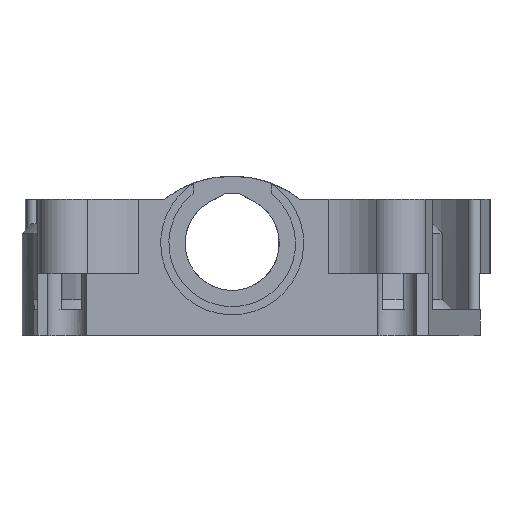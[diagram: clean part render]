
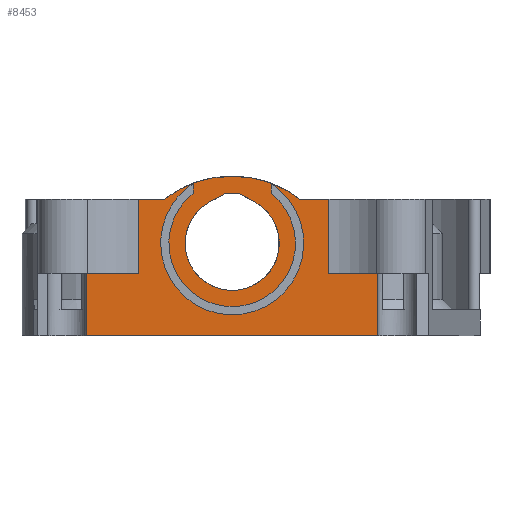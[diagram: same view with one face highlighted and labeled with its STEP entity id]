
A CAD part, front view. The second image highlights one B-rep face of the part: STEP entity #8453.
In plain terms, the highlighted planar face has unit normal (0, -1, 0).
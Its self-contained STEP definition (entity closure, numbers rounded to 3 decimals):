
#981=FACE_BOUND('',#2025,.T.);
#982=FACE_BOUND('',#2026,.T.);
#1079=PLANE('',#8811);
#1530=FACE_OUTER_BOUND('',#2024,.T.);
#2024=EDGE_LOOP('',(#7957,#7958,#7959,#7960,#7961,#7962,#7963,#7964,#7965,
#7966,#7967,#7968));
#2025=EDGE_LOOP('',(#7969,#7970,#7971,#7972,#7973,#7974,#7975));
#2026=EDGE_LOOP('',(#7976,#7977,#7978,#7979));
#2384=LINE('',#16032,#2920);
#2451=LINE('',#17342,#2987);
#2496=LINE('',#17529,#3032);
#2509=LINE('',#17713,#3045);
#2513=LINE('',#17725,#3049);
#2517=LINE('',#17736,#3053);
#2520=LINE('',#17742,#3056);
#2522=LINE('',#17749,#3058);
#2539=LINE('',#17915,#3075);
#2541=LINE('',#17931,#3077);
#2548=LINE('',#17961,#3084);
#2551=LINE('',#17968,#3087);
#2557=LINE('',#17981,#3093);
#2559=LINE('',#17989,#3095);
#2562=LINE('',#18004,#3098);
#2563=LINE('',#18006,#3099);
#2920=VECTOR('',#9345,10.);
#2987=VECTOR('',#9576,10.);
#3032=VECTOR('',#9717,10.);
#3045=VECTOR('',#9758,10.);
#3049=VECTOR('',#9770,10.);
#3053=VECTOR('',#9782,10.);
#3056=VECTOR('',#9789,10.);
#3058=VECTOR('',#9799,10.);
#3075=VECTOR('',#9908,10.);
#3077=VECTOR('',#9930,10.);
#3084=VECTOR('',#9973,10.);
#3087=VECTOR('',#9980,10.);
#3093=VECTOR('',#9996,10.);
#3095=VECTOR('',#10006,10.);
#3098=VECTOR('',#10031,10.);
#3099=VECTOR('',#10034,10.);
#3215=CIRCLE('',#8694,0.8);
#3217=CIRCLE('',#8697,11.);
#3219=CIRCLE('',#8701,9.75);
#3221=CIRCLE('',#8705,11.);
#3223=CIRCLE('',#8715,7.25);
#3244=CIRCLE('',#8757,16.455);
#3245=CIRCLE('',#8762,16.455);
#3861=VERTEX_POINT('',#16029);
#3862=VERTEX_POINT('',#16031);
#3990=VERTEX_POINT('',#17339);
#3991=VERTEX_POINT('',#17341);
#4049=VERTEX_POINT('',#17526);
#4050=VERTEX_POINT('',#17528);
#4062=VERTEX_POINT('',#17697);
#4063=VERTEX_POINT('',#17698);
#4066=VERTEX_POINT('',#17706);
#4068=VERTEX_POINT('',#17712);
#4070=VERTEX_POINT('',#17718);
#4072=VERTEX_POINT('',#17724);
#4074=VERTEX_POINT('',#17730);
#4076=VERTEX_POINT('',#17740);
#4077=VERTEX_POINT('',#17747);
#4095=VERTEX_POINT('',#17906);
#4096=VERTEX_POINT('',#17908);
#4097=VERTEX_POINT('',#17914);
#4101=VERTEX_POINT('',#17929);
#4106=VERTEX_POINT('',#17960);
#4108=VERTEX_POINT('',#17967);
#4110=VERTEX_POINT('',#17980);
#4112=VERTEX_POINT('',#17988);
#4998=EDGE_CURVE('',#3861,#3862,#2384,.T.);
#5184=EDGE_CURVE('',#3991,#3990,#2451,.T.);
#5266=EDGE_CURVE('',#4050,#4049,#2496,.T.);
#5286=EDGE_CURVE('',#4062,#4063,#3215,.T.);
#5290=EDGE_CURVE('',#4063,#4066,#3217,.T.);
#5293=EDGE_CURVE('',#4066,#4068,#2509,.T.);
#5296=EDGE_CURVE('',#4068,#4070,#3219,.T.);
#5299=EDGE_CURVE('',#4070,#4072,#2513,.T.);
#5302=EDGE_CURVE('',#4072,#4074,#3221,.T.);
#5305=EDGE_CURVE('',#4074,#4062,#2517,.T.);
#5308=EDGE_CURVE('',#3990,#4076,#2520,.T.);
#5310=EDGE_CURVE('',#4076,#4077,#2522,.T.);
#5311=EDGE_CURVE('',#4077,#3991,#3223,.T.);
#5355=EDGE_CURVE('',#4096,#4095,#3244,.T.);
#5358=EDGE_CURVE('',#4097,#4096,#2539,.T.);
#5360=EDGE_CURVE('',#4049,#4097,#3245,.T.);
#5366=EDGE_CURVE('',#4095,#4101,#2541,.T.);
#5379=EDGE_CURVE('',#3862,#4106,#2548,.T.);
#5383=EDGE_CURVE('',#3861,#4108,#2551,.T.);
#5390=EDGE_CURVE('',#4108,#4110,#2557,.T.);
#5394=EDGE_CURVE('',#4112,#4106,#2559,.T.);
#5402=EDGE_CURVE('',#4112,#4101,#2562,.T.);
#5403=EDGE_CURVE('',#4110,#4050,#2563,.T.);
#7957=ORIENTED_EDGE('',*,*,#5366,.T.);
#7958=ORIENTED_EDGE('',*,*,#5402,.F.);
#7959=ORIENTED_EDGE('',*,*,#5394,.T.);
#7960=ORIENTED_EDGE('',*,*,#5379,.F.);
#7961=ORIENTED_EDGE('',*,*,#4998,.F.);
#7962=ORIENTED_EDGE('',*,*,#5383,.T.);
#7963=ORIENTED_EDGE('',*,*,#5390,.T.);
#7964=ORIENTED_EDGE('',*,*,#5403,.T.);
#7965=ORIENTED_EDGE('',*,*,#5266,.T.);
#7966=ORIENTED_EDGE('',*,*,#5360,.T.);
#7967=ORIENTED_EDGE('',*,*,#5358,.T.);
#7968=ORIENTED_EDGE('',*,*,#5355,.T.);
#7969=ORIENTED_EDGE('',*,*,#5286,.T.);
#7970=ORIENTED_EDGE('',*,*,#5290,.T.);
#7971=ORIENTED_EDGE('',*,*,#5293,.T.);
#7972=ORIENTED_EDGE('',*,*,#5296,.T.);
#7973=ORIENTED_EDGE('',*,*,#5299,.T.);
#7974=ORIENTED_EDGE('',*,*,#5302,.T.);
#7975=ORIENTED_EDGE('',*,*,#5305,.T.);
#7976=ORIENTED_EDGE('',*,*,#5184,.T.);
#7977=ORIENTED_EDGE('',*,*,#5308,.T.);
#7978=ORIENTED_EDGE('',*,*,#5310,.T.);
#7979=ORIENTED_EDGE('',*,*,#5311,.T.);
#8453=ADVANCED_FACE('',(#1530,#981,#982),#1079,.T.);
#8694=AXIS2_PLACEMENT_3D('',#17699,#9743,#9744);
#8697=AXIS2_PLACEMENT_3D('',#17707,#9751,#9752);
#8701=AXIS2_PLACEMENT_3D('',#17719,#9763,#9764);
#8705=AXIS2_PLACEMENT_3D('',#17731,#9775,#9776);
#8715=AXIS2_PLACEMENT_3D('',#17751,#9802,#9803);
#8757=AXIS2_PLACEMENT_3D('',#17909,#9900,#9901);
#8762=AXIS2_PLACEMENT_3D('',#17919,#9914,#9915);
#8811=AXIS2_PLACEMENT_3D('',#18007,#10035,#10036);
#9345=DIRECTION('',(-1.,0.,0.));
#9576=DIRECTION('',(0.879,0.,0.478));
#9717=DIRECTION('',(-1.,0.,0.));
#9743=DIRECTION('center_axis',(0.,1.,0.));
#9744=DIRECTION('ref_axis',(-1.,0.,0.));
#9751=DIRECTION('center_axis',(0.,1.,0.));
#9752=DIRECTION('ref_axis',(-1.,0.,0.));
#9758=DIRECTION('',(0.,0.,-1.));
#9763=DIRECTION('center_axis',(0.,-1.,0.));
#9764=DIRECTION('ref_axis',(-1.,0.,0.));
#9770=DIRECTION('',(0.,0.,1.));
#9775=DIRECTION('center_axis',(0.,1.,0.));
#9776=DIRECTION('ref_axis',(-1.,0.,0.));
#9782=DIRECTION('',(0.,0.,1.));
#9789=DIRECTION('',(1.,0.,0.));
#9799=DIRECTION('',(0.879,0.,-0.478));
#9802=DIRECTION('center_axis',(0.,1.,0.));
#9803=DIRECTION('ref_axis',(-1.,0.,0.));
#9900=DIRECTION('center_axis',(0.,-1.,0.));
#9901=DIRECTION('ref_axis',(0.,0.,1.));
#9908=DIRECTION('',(-1.,0.,0.));
#9914=DIRECTION('center_axis',(0.,-1.,0.));
#9915=DIRECTION('ref_axis',(0.617,0.,0.787));
#9930=DIRECTION('',(-1.,0.,0.));
#9973=DIRECTION('',(0.,0.,1.));
#9980=DIRECTION('',(0.,0.,1.));
#9996=DIRECTION('',(-1.,0.,0.));
#10006=DIRECTION('',(-1.,0.,0.));
#10031=DIRECTION('',(0.,0.,1.));
#10034=DIRECTION('',(0.,0.,1.));
#10035=DIRECTION('center_axis',(0.,-1.,0.));
#10036=DIRECTION('ref_axis',(1.,0.,0.));
#16029=CARTESIAN_POINT('',(22.4,-21.2,0.));
#16031=CARTESIAN_POINT('',(-22.4,-21.2,0.));
#16032=CARTESIAN_POINT('',(-5.377,-21.2,0.));
#17339=CARTESIAN_POINT('',(-1.2,-21.2,21.8));
#17341=CARTESIAN_POINT('',(-3.463,-21.2,20.569));
#17342=CARTESIAN_POINT('',(-10.899,-21.2,16.526));
#17526=CARTESIAN_POINT('',(10.396,-21.2,21.));
#17528=CARTESIAN_POINT('',(14.9,-21.2,21.));
#17529=CARTESIAN_POINT('',(-2.042,-21.2,21.));
#17697=CARTESIAN_POINT('',(-11.,-21.2,15.));
#17698=CARTESIAN_POINT('',(-10.971,-21.2,14.999));
#17699=CARTESIAN_POINT('Origin',(-11.,-21.2,14.2));
#17706=CARTESIAN_POINT('',(-6.,-21.2,23.42));
#17707=CARTESIAN_POINT('Origin',(0.,-21.2,14.2));
#17712=CARTESIAN_POINT('',(-6.,-21.2,21.885));
#17713=CARTESIAN_POINT('',(-6.,-21.2,10.943));
#17718=CARTESIAN_POINT('',(6.,-21.2,21.885));
#17719=CARTESIAN_POINT('Origin',(0.,-21.2,14.2));
#17724=CARTESIAN_POINT('',(6.,-21.2,23.42));
#17725=CARTESIAN_POINT('',(6.,-21.2,11.71));
#17730=CARTESIAN_POINT('',(-11.,-21.2,14.2));
#17731=CARTESIAN_POINT('Origin',(0.,-21.2,14.2));
#17736=CARTESIAN_POINT('',(-11.,-21.2,7.5));
#17740=CARTESIAN_POINT('',(1.2,-21.2,21.8));
#17742=CARTESIAN_POINT('',(-6.64,-21.2,21.8));
#17747=CARTESIAN_POINT('',(3.463,-21.2,20.569));
#17749=CARTESIAN_POINT('',(0.855,-21.2,21.987));
#17751=CARTESIAN_POINT('Origin',(0.,-21.2,
14.2));
#17906=CARTESIAN_POINT('',(-10.396,-21.2,21.));
#17908=CARTESIAN_POINT('',(-0.25,-21.2,24.5));
#17909=CARTESIAN_POINT('Origin',(-0.25,-21.2,8.045));
#17914=CARTESIAN_POINT('',(0.25,-21.2,24.5));
#17915=CARTESIAN_POINT('',(-7.365,-21.2,24.5));
#17919=CARTESIAN_POINT('Origin',(0.25,-21.2,8.045));
#17929=CARTESIAN_POINT('',(-14.48,-21.2,21.));
#17931=CARTESIAN_POINT('',(-25.752,-21.2,21.));
#17960=CARTESIAN_POINT('',(-22.4,-21.2,9.6));
#17961=CARTESIAN_POINT('',(-22.4,-21.2,0.));
#17967=CARTESIAN_POINT('',(22.4,-21.2,9.6));
#17968=CARTESIAN_POINT('',(22.4,-21.2,0.));
#17980=CARTESIAN_POINT('',(14.9,-21.2,9.6));
#17981=CARTESIAN_POINT('',(22.4,-21.2,9.6));
#17988=CARTESIAN_POINT('',(-14.48,-21.2,9.6));
#17989=CARTESIAN_POINT('',(22.4,-21.2,9.6));
#18004=CARTESIAN_POINT('',(-14.48,-21.2,0.));
#18006=CARTESIAN_POINT('',(14.9,-21.2,0.));
#18007=CARTESIAN_POINT('Origin',(-14.48,-21.2,0.));
